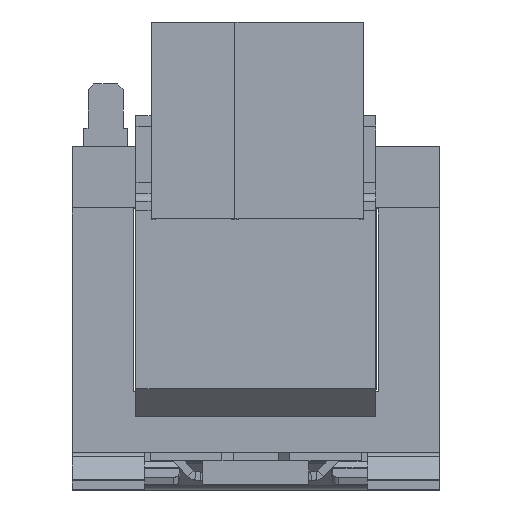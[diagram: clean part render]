
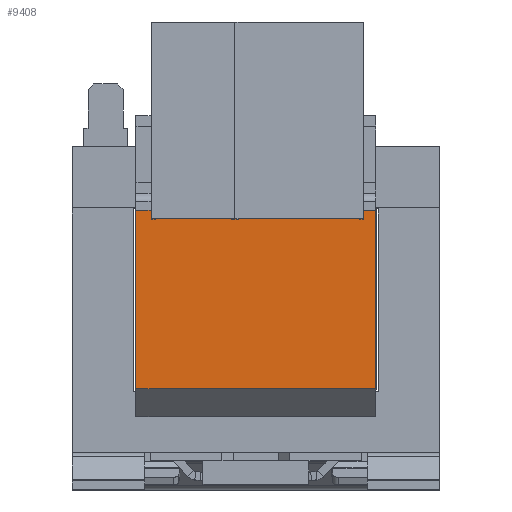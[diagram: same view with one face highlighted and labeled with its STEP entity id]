
A CAD part, top view. The second image highlights one B-rep face of the part: STEP entity #9408.
In plain terms, the highlighted planar face has unit normal (0, 0, 1).
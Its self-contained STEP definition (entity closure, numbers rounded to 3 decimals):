
#16 = DIRECTION ( 'NONE',  ( 0., -1., 0. ) ) ;
#765 = EDGE_CURVE ( 'Defeature ausgef�hrt1_35+Defeature ausgef�hrt1_1+Defeature ausgef�hrt1_34+Defeature ausgef�hrt1_36', #8748, #964, #2777, .T. ) ;
#964 = VERTEX_POINT ( 'NONE', #6688 ) ;
#1499 = EDGE_CURVE ( 'Defeature ausgef�hrt1_36+Defeature ausgef�hrt1_35+Defeature ausgef�hrt1_0+Defeature ausgef�hrt1_1', #12347, #964, #6535, .T. ) ;
#2563 = DIRECTION ( 'NONE',  ( 0., 0., -1. ) ) ;
#2777 = LINE ( 'NONE', #11543, #6122 ) ;
#3368 = EDGE_LOOP ( 'NONE', ( #13293, #13666, #6942, #15764 ) ) ;
#3401 = LINE ( 'NONE', #16334, #14782 ) ;
#4245 = AXIS2_PLACEMENT_3D ( 'NONE', #9677, #2563, #12554 ) ;
#6122 = VECTOR ( 'NONE', #16, 1000. ) ;
#6535 = LINE ( 'NONE', #16255, #13678 ) ;
#6688 = CARTESIAN_POINT ( 'NONE',  ( -16.717, -21.577, 25.754 ) ) ;
#6907 = CARTESIAN_POINT ( 'NONE',  ( -16.717, 10.523, 25.754 ) ) ;
#6942 = ORIENTED_EDGE ( 'NONE', *, *, #17540, .F. ) ;
#8748 = VERTEX_POINT ( 'NONE', #6907 ) ;
#9408 = ADVANCED_FACE ( 'Defeature ausgef�hrt1_35', ( #10655 ), #13861, .F. ) ;
#9677 = CARTESIAN_POINT ( 'NONE',  ( 26.383, -21.577, 25.754 ) ) ;
#10655 = FACE_OUTER_BOUND ( 'NONE', #3368, .T. ) ;
#10687 = CARTESIAN_POINT ( 'NONE',  ( 26.383, -21.577, 25.754 ) ) ;
#10773 = DIRECTION ( 'NONE',  ( 0., -1., 0. ) ) ;
#11543 = CARTESIAN_POINT ( 'NONE',  ( -16.717, -21.577, 25.754 ) ) ;
#11634 = CARTESIAN_POINT ( 'NONE',  ( 26.383, 10.523, 25.754 ) ) ;
#12001 = VERTEX_POINT ( 'NONE', #18280 ) ;
#12347 = VERTEX_POINT ( 'NONE', #10687 ) ;
#12554 = DIRECTION ( 'NONE',  ( 0., 1., 0. ) ) ;
#12889 = VECTOR ( 'NONE', #14255, 1000. ) ;
#13293 = ORIENTED_EDGE ( 'NONE', *, *, #765, .T. ) ;
#13515 = DIRECTION ( 'NONE',  ( -1., 0., 0. ) ) ;
#13666 = ORIENTED_EDGE ( 'NONE', *, *, #1499, .F. ) ;
#13678 = VECTOR ( 'NONE', #13515, 1000. ) ;
#13861 = PLANE ( 'NONE',  #4245 ) ;
#14255 = DIRECTION ( 'NONE',  ( -1., 0., 0. ) ) ;
#14782 = VECTOR ( 'NONE', #10773, 1000. ) ;
#15421 = EDGE_CURVE ( 'Defeature ausgef�hrt1_35+Defeature ausgef�hrt1_34+Defeature ausgef�hrt1_0+Defeature ausgef�hrt1_1', #12001, #8748, #15760, .T. ) ;
#15760 = LINE ( 'NONE', #11634, #12889 ) ;
#15764 = ORIENTED_EDGE ( 'NONE', *, *, #15421, .T. ) ;
#16255 = CARTESIAN_POINT ( 'NONE',  ( 26.383, -21.577, 25.754 ) ) ;
#16334 = CARTESIAN_POINT ( 'NONE',  ( 26.383, -21.577, 25.754 ) ) ;
#17540 = EDGE_CURVE ( 'Defeature ausgef�hrt1_0+Defeature ausgef�hrt1_35+Defeature ausgef�hrt1_34+Defeature ausgef�hrt1_36', #12001, #12347, #3401, .T. ) ;
#18280 = CARTESIAN_POINT ( 'NONE',  ( 26.383, 10.523, 25.754 ) ) ;
